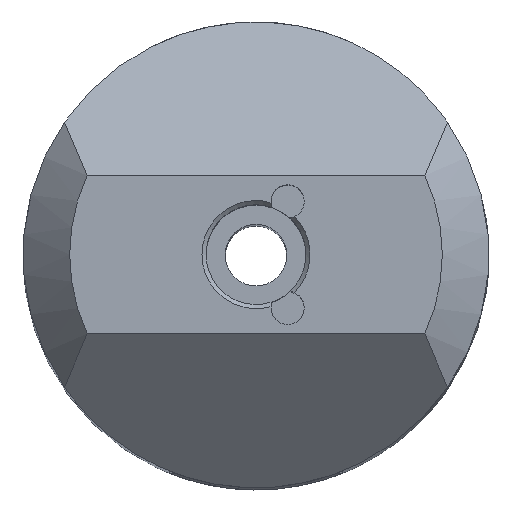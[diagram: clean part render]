
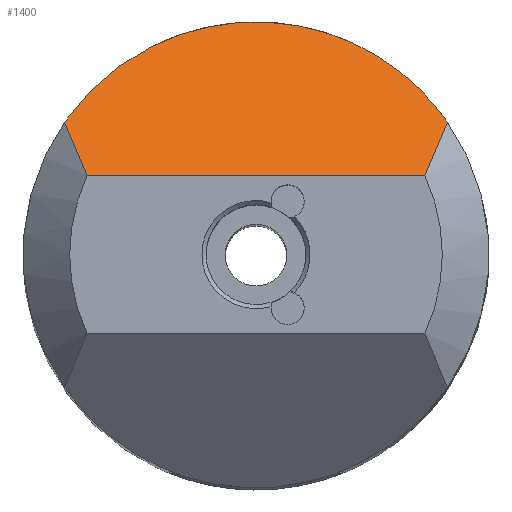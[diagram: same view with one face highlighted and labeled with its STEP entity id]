
A CAD part, top view. The second image highlights one B-rep face of the part: STEP entity #1400.
In plain terms, the highlighted planar face has unit normal (0, 0.656, 0.755).
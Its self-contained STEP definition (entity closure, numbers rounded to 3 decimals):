
#3 = FACE_OUTER_BOUND ( 'NONE', #612, .T. ) ;
#47 = EDGE_CURVE ( 'NONE', #1797, #1389, #472, .T. ) ;
#169 = CARTESIAN_POINT ( 'NONE',  ( -10.637, 5.755, 94.126 ) ) ;
#280 = CARTESIAN_POINT ( 'NONE',  ( 10.143, 4.75, 95. ) ) ;
#332 = LINE ( 'NONE', #782, #1826 ) ;
#472 =( BOUNDED_CURVE ( )  B_SPLINE_CURVE ( 3, ( #1249, #1126, #661, #1577 ),
 .UNSPECIFIED., .F., .T. ) 
 B_SPLINE_CURVE_WITH_KNOTS ( ( 4, 4 ),
 ( 5.318, 7.248 ),
 .UNSPECIFIED. ) 
 CURVE ( )  GEOMETRIC_REPRESENTATION_ITEM ( )  RATIONAL_B_SPLINE_CURVE ( ( 1., 0.713, 0.713, 1. ) ) 
 REPRESENTATION_ITEM ( '' )  );
#611 = CARTESIAN_POINT ( 'NONE',  ( 10.143, 4.75, 95. ) ) ;
#612 = EDGE_LOOP ( 'NONE', ( #812, #1068, #1609, #1420 ) ) ;
#621 = DIRECTION ( 'NONE',  ( 1., 0., 0. ) ) ;
#643 = CARTESIAN_POINT ( 'NONE',  ( -11.509, 7.971, 92.2 ) ) ;
#661 = CARTESIAN_POINT ( 'NONE',  ( 5.381, 16.819, 84.509 ) ) ;
#758 = VERTEX_POINT ( 'NONE', #280 ) ;
#782 = CARTESIAN_POINT ( 'NONE',  ( -14., 4.75, 95. ) ) ;
#812 = ORIENTED_EDGE ( 'NONE', *, *, #1494, .T. ) ;
#1036 =( BOUNDED_CURVE ( )  B_SPLINE_CURVE ( 3, ( #611, #1231, #1857, #1079 ),
 .UNSPECIFIED., .F., .F. ) 
 B_SPLINE_CURVE_WITH_KNOTS ( ( 4, 4 ),
 ( 3.93, 4.077 ),
 .UNSPECIFIED. ) 
 CURVE ( )  GEOMETRIC_REPRESENTATION_ITEM ( )  RATIONAL_B_SPLINE_CURVE ( ( 1., 0.998, 0.998, 1. ) ) 
 REPRESENTATION_ITEM ( '' )  );
#1068 = ORIENTED_EDGE ( 'NONE', *, *, #1239, .T. ) ;
#1079 = CARTESIAN_POINT ( 'NONE',  ( 11.509, 7.971, 92.2 ) ) ;
#1088 = DIRECTION ( 'NONE',  ( 0., 0.755, -0.656 ) ) ;
#1096 = PLANE ( 'NONE',  #1395 ) ;
#1112 = CARTESIAN_POINT ( 'NONE',  ( -10.143, 4.75, 95. ) ) ;
#1126 = CARTESIAN_POINT ( 'NONE',  ( -5.381, 16.819, 84.509 ) ) ;
#1231 = CARTESIAN_POINT ( 'NONE',  ( 10.637, 5.755, 94.126 ) ) ;
#1239 = EDGE_CURVE ( 'NONE', #1362, #758, #332, .T. ) ;
#1249 = CARTESIAN_POINT ( 'NONE',  ( -11.509, 7.971, 92.2 ) ) ;
#1267 = CARTESIAN_POINT ( 'NONE',  ( 11.509, 7.971, 92.2 ) ) ;
#1343 = CARTESIAN_POINT ( 'NONE',  ( -11.509, 7.971, 92.2 ) ) ;
#1357 = CARTESIAN_POINT ( 'NONE',  ( -14., 4.75, 95. ) ) ;
#1362 = VERTEX_POINT ( 'NONE', #1782 ) ;
#1389 = VERTEX_POINT ( 'NONE', #1267 ) ;
#1395 = AXIS2_PLACEMENT_3D ( 'NONE', #1357, #1689, #1088 ) ;
#1400 = ADVANCED_FACE ( 'NONE', ( #3 ), #1096, .F. ) ;
#1420 = ORIENTED_EDGE ( 'NONE', *, *, #47, .F. ) ;
#1493 = EDGE_CURVE ( 'NONE', #758, #1389, #1036, .T. ) ;
#1494 = EDGE_CURVE ( 'NONE', #1797, #1362, #1798, .T. ) ;
#1577 = CARTESIAN_POINT ( 'NONE',  ( 11.509, 7.971, 92.2 ) ) ;
#1586 = CARTESIAN_POINT ( 'NONE',  ( -11.093, 6.831, 93.191 ) ) ;
#1609 = ORIENTED_EDGE ( 'NONE', *, *, #1493, .T. ) ;
#1689 = DIRECTION ( 'NONE',  ( 0., -0.656, -0.755 ) ) ;
#1782 = CARTESIAN_POINT ( 'NONE',  ( -10.143, 4.75, 95. ) ) ;
#1797 = VERTEX_POINT ( 'NONE', #1343 ) ;
#1798 =( BOUNDED_CURVE ( )  B_SPLINE_CURVE ( 3, ( #643, #1586, #169, #1112 ),
 .UNSPECIFIED., .F., .T. ) 
 B_SPLINE_CURVE_WITH_KNOTS ( ( 4, 4 ),
 ( 2.207, 2.353 ),
 .UNSPECIFIED. ) 
 CURVE ( )  GEOMETRIC_REPRESENTATION_ITEM ( )  RATIONAL_B_SPLINE_CURVE ( ( 1., 0.998, 0.998, 1. ) ) 
 REPRESENTATION_ITEM ( '' )  );
#1826 = VECTOR ( 'NONE', #621, 1000. ) ;
#1857 = CARTESIAN_POINT ( 'NONE',  ( 11.093, 6.831, 93.191 ) ) ;
